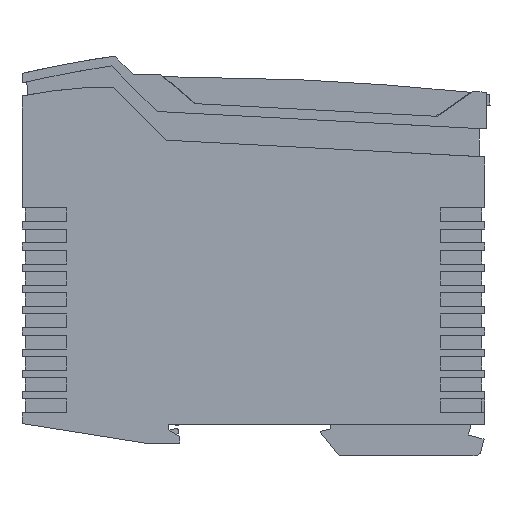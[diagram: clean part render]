
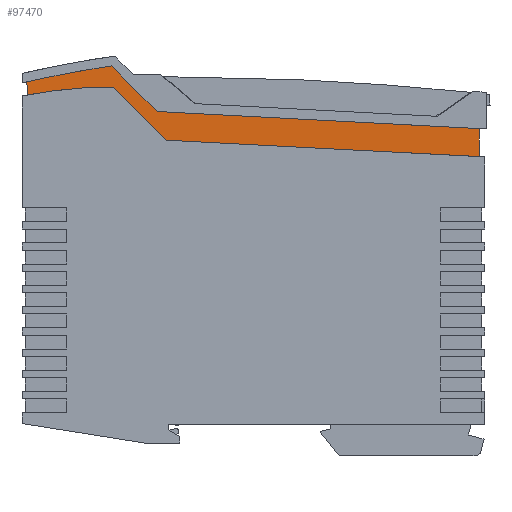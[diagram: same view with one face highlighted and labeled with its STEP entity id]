
A CAD part, left-side view. The second image highlights one B-rep face of the part: STEP entity #97470.
In plain terms, the highlighted planar face has unit normal (-1, 0, 0).
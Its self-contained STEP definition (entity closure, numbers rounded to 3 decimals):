
#96740=CARTESIAN_POINT('',(1.05,5.77,
64.54));
#96750=DIRECTION('',(-1.,0.,0.));
#96760=DIRECTION('',(0.,-1.,0.));
#96770=AXIS2_PLACEMENT_3D('',#96740,#96750,#96760);
#96780=PLANE('',#96770);
#96790=CARTESIAN_POINT('',(1.05,-31.035,
13.776));
#96800=DIRECTION('',(0.,-0.018,
1.));
#96810=VECTOR('',#96800,1.);
#96820=LINE('',#96790,#96810);
#96830=CARTESIAN_POINT('',(1.05,-31.836,
58.095));
#96840=VERTEX_POINT('',#96830);
#96850=CARTESIAN_POINT('',(1.05,-31.945,
64.15));
#96860=VERTEX_POINT('',#96850);
#96870=EDGE_CURVE('',#96840,#96860,#96820,.T.);
#96880=ORIENTED_EDGE('',*,*,#96870,.T.);
#96890=CARTESIAN_POINT('',(1.05,1.685,
59.852));
#96900=DIRECTION('',(0.,0.999,
0.052));
#96910=VECTOR('',#96900,1.);
#96920=LINE('',#96890,#96910);
#96930=CARTESIAN_POINT('',(1.05,35.839,
61.642));
#96940=VERTEX_POINT('',#96930);
#96950=EDGE_CURVE('',#96840,#96940,#96920,.T.);
#96960=ORIENTED_EDGE('',*,*,#96950,.F.);
#96970=CARTESIAN_POINT('',(1.05,1.685,
27.487));
#96980=DIRECTION('',(0.,0.707,
0.707));
#96990=VECTOR('',#96980,1.);
#97000=LINE('',#96970,#96990);
#97010=CARTESIAN_POINT('',(1.05,47.345,
73.147));
#97020=VERTEX_POINT('',#97010);
#97030=EDGE_CURVE('',#96940,#97020,#97000,.T.);
#97040=ORIENTED_EDGE('',*,*,#97030,.F.);
#97050=CARTESIAN_POINT('',(1.05,47.731,
-26.852));
#97060=DIRECTION('',(1.,0.,0.));
#97070=DIRECTION('',(0.,-1.,0.));
#97080=AXIS2_PLACEMENT_3D('',#97050,#97060,#97070);
#97090=CIRCLE('',#97080,100.);
#97100=CARTESIAN_POINT('',(1.05,66.082,
71.45));
#97110=VERTEX_POINT('',#97100);
#97120=EDGE_CURVE('',#97110,#97020,#97090,.T.);
#97130=ORIENTED_EDGE('',*,*,#97120,.T.);
#97140=CARTESIAN_POINT('',(1.05,65.075,
13.776));
#97150=DIRECTION('',(0.,-0.017,
-1.));
#97160=VECTOR('',#97150,1.);
#97170=LINE('',#97140,#97160);
#97180=CARTESIAN_POINT('',(1.05,66.132,
74.301));
#97190=VERTEX_POINT('',#97180);
#97200=EDGE_CURVE('',#97190,#97110,#97170,.T.);
#97210=ORIENTED_EDGE('',*,*,#97200,.T.);
#97220=CARTESIAN_POINT('',(1.05,9.334,
-177.369));
#97230=DIRECTION('',(-1.,0.,0.));
#97240=DIRECTION('',(0.,-1.,
-0.001));
#97250=AXIS2_PLACEMENT_3D('',#97220,#97230,#97240);
#97260=CIRCLE('',#97250,258.);
#97270=CARTESIAN_POINT('',(1.05,47.804,
77.746));
#97280=VERTEX_POINT('',#97270);
#97290=EDGE_CURVE('',#97280,#97190,#97260,.T.);
#97300=ORIENTED_EDGE('',*,*,#97290,.T.);
#97310=CARTESIAN_POINT('',(1.05,-16.088,
13.776));
#97320=DIRECTION('',(0.,0.707,
0.708));
#97330=VECTOR('',#97320,1.);
#97340=LINE('',#97310,#97330);
#97350=CARTESIAN_POINT('',(1.05,37.924,
67.855));
#97360=VERTEX_POINT('',#97350);
#97370=EDGE_CURVE('',#97360,#97280,#97340,.T.);
#97380=ORIENTED_EDGE('',*,*,#97370,.T.);
#97390=CARTESIAN_POINT('',(1.05,1.685,
65.934));
#97400=DIRECTION('',(0.,-0.999,
-0.053));
#97410=VECTOR('',#97400,1.);
#97420=LINE('',#97390,#97410);
#97430=EDGE_CURVE('',#97360,#96860,#97420,.T.);
#97440=ORIENTED_EDGE('',*,*,#97430,.F.);
#97450=EDGE_LOOP('',(#97440,#97380,#97300,#97210,#97130,#97040,#96960,
#96880));
#97460=FACE_OUTER_BOUND('',#97450,.T.);
#97470=ADVANCED_FACE('',(#97460),#96780,.T.);
